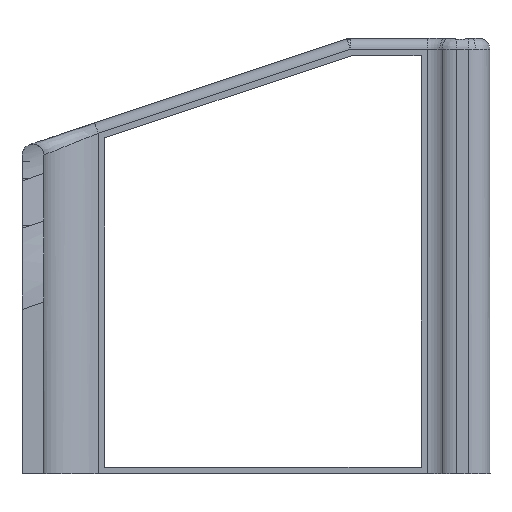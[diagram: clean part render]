
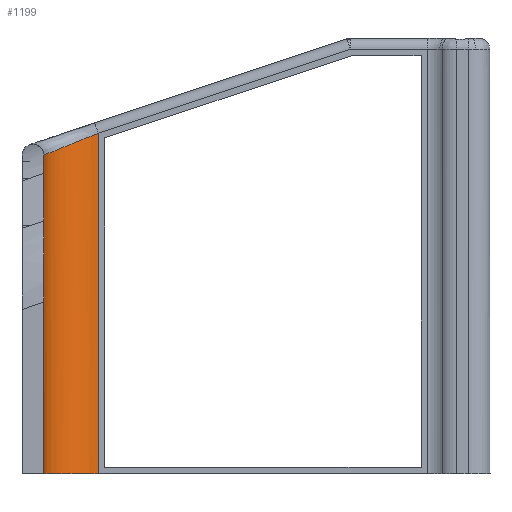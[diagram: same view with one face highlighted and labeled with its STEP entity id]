
A CAD part, left-side view. The second image highlights one B-rep face of the part: STEP entity #1199.
In plain terms, the highlighted cylindrical face has radius 25 mm (diameter 50 mm), a partial arc.
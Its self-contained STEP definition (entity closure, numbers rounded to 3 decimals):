
#31=CIRCLE('',#1294,25.);
#70=CYLINDRICAL_SURFACE('',#1293,25.);
#99=ELLIPSE('',#1285,26.926,25.);
#160=FACE_OUTER_BOUND('',#231,.T.);
#231=EDGE_LOOP('',(#909,#910,#911,#912));
#340=LINE('',#2082,#443);
#341=LINE('',#2085,#444);
#443=VECTOR('',#1507,10.);
#444=VECTOR('',#1510,10.);
#538=VERTEX_POINT('',#1960);
#542=VERTEX_POINT('',#2021);
#547=VERTEX_POINT('',#2081);
#548=VERTEX_POINT('',#2083);
#679=EDGE_CURVE('',#538,#542,#99,.T.);
#687=EDGE_CURVE('',#538,#547,#340,.T.);
#688=EDGE_CURVE('',#547,#548,#31,.T.);
#689=EDGE_CURVE('',#548,#542,#341,.T.);
#909=ORIENTED_EDGE('',*,*,#679,.F.);
#910=ORIENTED_EDGE('',*,*,#687,.T.);
#911=ORIENTED_EDGE('',*,*,#688,.T.);
#912=ORIENTED_EDGE('',*,*,#689,.T.);
#1199=ADVANCED_FACE('',(#160),#70,.F.);
#1285=AXIS2_PLACEMENT_3D('',#2025,#1487,#1488);
#1293=AXIS2_PLACEMENT_3D('',#2080,#1505,#1506);
#1294=AXIS2_PLACEMENT_3D('',#2084,#1508,#1509);
#1487=DIRECTION('center_axis',(0.,-0.371,-0.928));
#1488=DIRECTION('ref_axis',(0.,0.928,-0.371));
#1505=DIRECTION('center_axis',(0.,0.,1.));
#1506=DIRECTION('ref_axis',(0.707,0.707,0.));
#1507=DIRECTION('',(0.,0.,-1.));
#1508=DIRECTION('center_axis',(0.,0.,-1.));
#1509=DIRECTION('ref_axis',(0.707,0.707,0.));
#1510=DIRECTION('',(0.,0.,1.));
#1960=CARTESIAN_POINT('',(220.,0.,146.396));
#2021=CARTESIAN_POINT('',(245.,-25.,156.396));
#2025=CARTESIAN_POINT('Origin',(220.,-25.,156.396));
#2080=CARTESIAN_POINT('Origin',(220.,-25.,0.));
#2081=CARTESIAN_POINT('',(220.,0.,0.));
#2082=CARTESIAN_POINT('',(220.,0.,0.));
#2083=CARTESIAN_POINT('',(245.,-25.,0.));
#2084=CARTESIAN_POINT('Origin',(220.,-25.,0.));
#2085=CARTESIAN_POINT('',(245.,-25.,0.));
